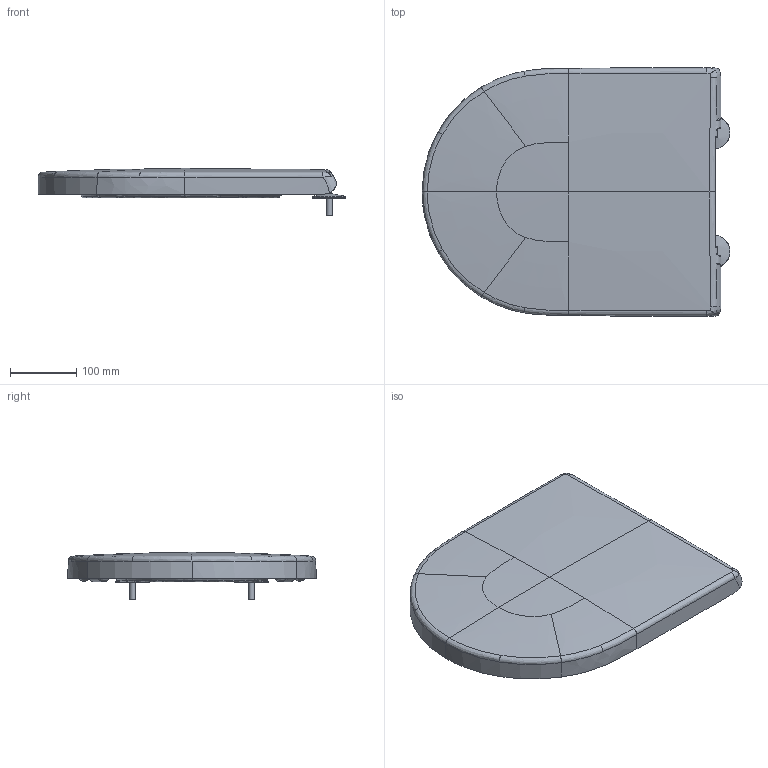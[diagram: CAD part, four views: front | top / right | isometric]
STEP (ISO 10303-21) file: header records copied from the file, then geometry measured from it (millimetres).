
FILE_DESCRIPTION(/* description */ (''),/* implementation_level */ '2;1');
FILE_NAME(/* name */ '9M6861_WCS.stp',/* time_stamp */ '2021-11-08T12:34:45+01:00',/* author */ (''),/* organization */ (''),/* preprocessor_version */ 'ST-DEVELOPER v18.1',/* originating_system */ 'SIEMENS PLM Software NX 1973',/* authorisation */ '');
FILE_SCHEMA (('AUTOMOTIVE_DESIGN { 1 0 10303 214 3 1 1 1 }'));
Products named in the file (1): Muel128844789135
Bounding box: 466.23 x 375.97 x 71.33 mm (x, y, z)
Volume: 1467477.8 mm3; surface area: 609338.3 mm2
Topology: 10 solids, 10 shells, 631 faces, 1500 edges, 903 vertices
Faces by surface type: bspline 492, plane 59, cylinder 32, extrusion 22, cone 12, torus 8, sphere 4, revolution 2
Full cylindrical faces by diameter (mm): 7 x2, 7.02 x2, 7.2 x2, 8.9 x2, 9 x4, 10 x2, 12 x2, 50 x2, 50.5 x2
Entity records: 44334 total; most frequent: CARTESIAN_POINT 34545, ORIENTED_EDGE 2880, EDGE_CURVE 1440, VERTEX_POINT 882, B_SPLINE_CURVE_WITH_KNOTS 716, EDGE_LOOP 690, ADVANCED_FACE 631, FACE_OUTER_BOUND 574
